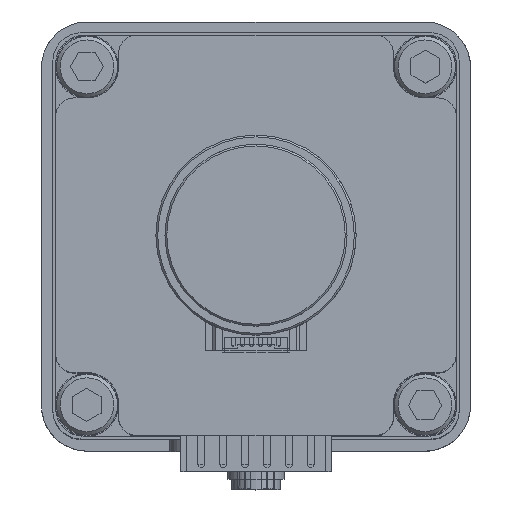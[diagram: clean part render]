
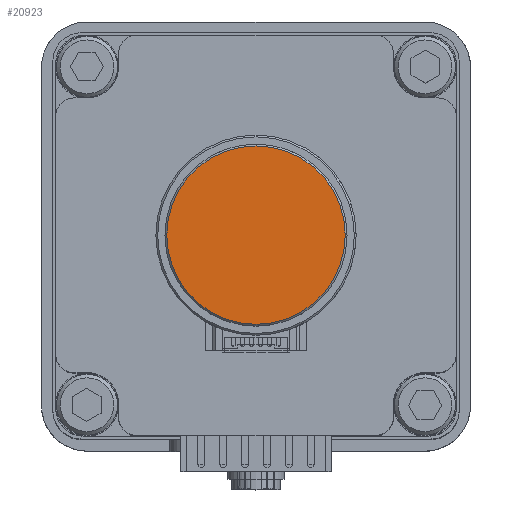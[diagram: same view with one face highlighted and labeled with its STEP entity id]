
A CAD part, top view. The second image highlights one B-rep face of the part: STEP entity #20923.
In plain terms, the highlighted face is planar.
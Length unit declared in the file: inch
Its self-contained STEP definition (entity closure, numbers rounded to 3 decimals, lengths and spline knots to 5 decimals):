
#1146 = AXIS2_PLACEMENT_3D ( 'NONE', #26728, #11031, #32068 ) ;
#4982 = AXIS2_PLACEMENT_3D ( 'NONE', #30606, #17415, #14369 ) ;
#8481 = CIRCLE ( 'NONE', #1146, 0.49 ) ;
#11031 = DIRECTION ( 'NONE',  ( 0., 0., -1. ) ) ;
#11357 = PLANE ( 'NONE',  #4982 ) ;
#11529 = FACE_OUTER_BOUND ( 'NONE', #26587, .T. ) ;
#11923 = EDGE_CURVE ( 'NONE', #23547, #23547, #8481, .T. ) ;
#14369 = DIRECTION ( 'NONE',  ( 1., 0., 0. ) ) ;
#17415 = DIRECTION ( 'NONE',  ( 0., 0., -1. ) ) ;
#20871 = CARTESIAN_POINT ( 'NONE',  ( 0.49, 0., -4.48788 ) ) ;
#20923 = ADVANCED_FACE ( 'NONE', ( #11529 ), #11357, .T. ) ;
#23547 = VERTEX_POINT ( 'NONE', #20871 ) ;
#26587 = EDGE_LOOP ( 'NONE', ( #29819 ) ) ;
#26728 = CARTESIAN_POINT ( 'NONE',  ( 0., 0., -4.48788 ) ) ;
#29819 = ORIENTED_EDGE ( 'NONE', *, *, #11923, .T. ) ;
#30606 = CARTESIAN_POINT ( 'NONE',  ( 0., 0., -4.48788 ) ) ;
#32068 = DIRECTION ( 'NONE',  ( 1., 0., 0. ) ) ;
